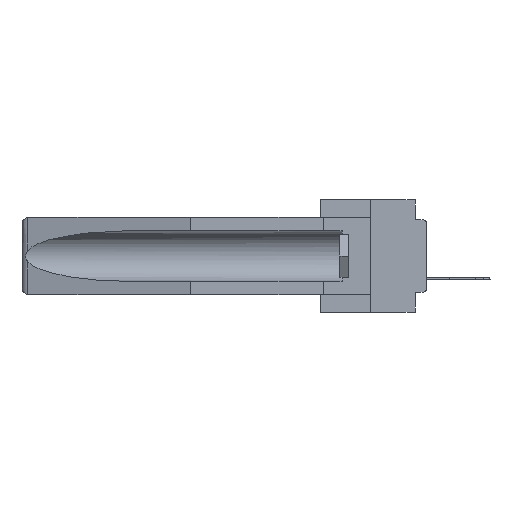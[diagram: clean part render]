
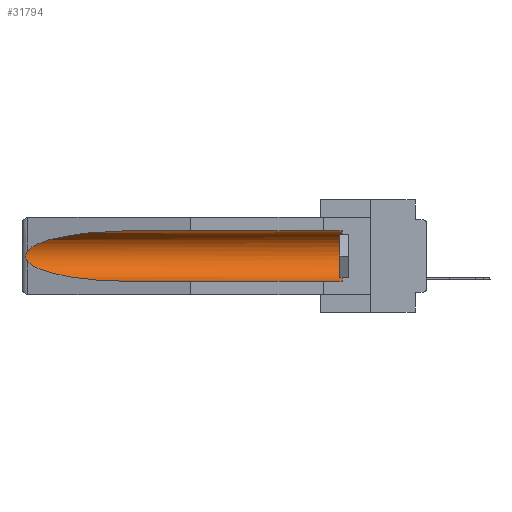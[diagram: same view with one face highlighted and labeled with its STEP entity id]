
A CAD part, left-side view. The second image highlights one B-rep face of the part: STEP entity #31794.
In plain terms, the highlighted cylindrical face has radius 2.857 mm (diameter 5.715 mm), a partial arc.
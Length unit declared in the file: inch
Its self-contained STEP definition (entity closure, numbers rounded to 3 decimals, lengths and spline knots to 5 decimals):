
#278 = CARTESIAN_POINT ( 'NONE',  ( 0.155, 0.126, -0.284 ) ) ;
#480 = VECTOR ( 'NONE', #23462, 39.37008 ) ;
#860 = CARTESIAN_POINT ( 'NONE',  ( 0.26597, 1.5296, -0.19026 ) ) ;
#2433 = LINE ( 'NONE', #2440, #480 ) ;
#2440 = CARTESIAN_POINT ( 'NONE',  ( 0.155, -0.30754, -0.059 ) ) ;
#2888 = VERTEX_POINT ( 'NONE', #24316 ) ;
#2899 = EDGE_CURVE ( 'NONE', #8623, #2888, #21032, .T. ) ;
#3188 = CYLINDRICAL_SURFACE ( 'NONE', #5724, 0.1125 ) ;
#3344 =( BOUNDED_CURVE ( )  B_SPLINE_CURVE ( 3, ( #15474, #17627, #5363, #22584 ),
 .UNSPECIFIED., .F., .F. ) 
 B_SPLINE_CURVE_WITH_KNOTS ( ( 4, 4 ),
 ( 0.1948, 1.5708 ),
 .UNSPECIFIED. ) 
 CURVE ( )  GEOMETRIC_REPRESENTATION_ITEM ( )  RATIONAL_B_SPLINE_CURVE ( ( 1., 0.848, 0.848, 1. ) ) 
 REPRESENTATION_ITEM ( '' )  );
#3672 = VERTEX_POINT ( 'NONE', #6351 ) ;
#3827 = DIRECTION ( 'NONE',  ( 0., 1., 0. ) ) ;
#3966 = VERTEX_POINT ( 'NONE', #12676 ) ;
#5363 = CARTESIAN_POINT ( 'NONE',  ( 0.21114, 1.30732, -0.284 ) ) ;
#5676 = CARTESIAN_POINT ( 'NONE',  ( 0.2673, 1.5327, -0.16383 ) ) ;
#5724 = AXIS2_PLACEMENT_3D ( 'NONE', #13376, #3827, #25606 ) ;
#6112 = CARTESIAN_POINT ( 'NONE',  ( 0.26597, 1.52961, -0.15275 ) ) ;
#6351 = CARTESIAN_POINT ( 'NONE',  ( 0.26537, 1.52718, -0.19328 ) ) ;
#7618 = CARTESIAN_POINT ( 'NONE',  ( 0.25451, 1.48313, -0.09465 ) ) ;
#7783 = ORIENTED_EDGE ( 'NONE', *, *, #2899, .T. ) ;
#8623 = VERTEX_POINT ( 'NONE', #278 ) ;
#9366 = CARTESIAN_POINT ( 'NONE',  ( 0.26537, 1.52718, -0.14972 ) ) ;
#9386 = CARTESIAN_POINT ( 'NONE',  ( 0.155, 0.126, -0.1715 ) ) ;
#10292 = VERTEX_POINT ( 'NONE', #9366 ) ;
#10621 = CARTESIAN_POINT ( 'NONE',  ( 0.155, -0.30754, -0.284 ) ) ;
#10623 = CARTESIAN_POINT ( 'NONE',  ( 0.2673, 1.53269, -0.17917 ) ) ;
#11865 = DIRECTION ( 'NONE',  ( 0., -1., 0. ) ) ;
#12485 = CARTESIAN_POINT ( 'NONE',  ( 0.21114, 1.30732, -0.059 ) ) ;
#12676 = CARTESIAN_POINT ( 'NONE',  ( 0.155, 1.07973, -0.059 ) ) ;
#12874 = EDGE_CURVE ( 'NONE', #2888, #3966, #2433, .T. ) ;
#13008 = ORIENTED_EDGE ( 'NONE', *, *, #26270, .T. ) ;
#13043 = ORIENTED_EDGE ( 'NONE', *, *, #28383, .T. ) ;
#13376 = CARTESIAN_POINT ( 'NONE',  ( 0.155, -0.30754, -0.1715 ) ) ;
#13835 = LINE ( 'NONE', #10621, #22314 ) ;
#15474 = CARTESIAN_POINT ( 'NONE',  ( 0.26537, 1.52718, -0.19328 ) ) ;
#15583 = CARTESIAN_POINT ( 'NONE',  ( 0.26655, 1.53094, -0.18657 ) ) ;
#17627 = CARTESIAN_POINT ( 'NONE',  ( 0.25451, 1.48313, -0.24835 ) ) ;
#18037 = CARTESIAN_POINT ( 'NONE',  ( 0.26537, 1.52718, -0.19328 ) ) ;
#19265 = EDGE_CURVE ( 'NONE', #8623, #30003, #13835, .T. ) ;
#19782 = CARTESIAN_POINT ( 'NONE',  ( 0.26537, 1.52718, -0.14972 ) ) ;
#20404 = CARTESIAN_POINT ( 'NONE',  ( 0.26654, 1.53092, -0.15636 ) ) ;
#21032 = CIRCLE ( 'NONE', #26914, 0.1125 ) ;
#22314 = VECTOR ( 'NONE', #30155, 39.37008 ) ;
#22584 = CARTESIAN_POINT ( 'NONE',  ( 0.155, 1.07973, -0.284 ) ) ;
#22883 = CARTESIAN_POINT ( 'NONE',  ( 0.2675, 1.53308, -0.16763 ) ) ;
#23462 = DIRECTION ( 'NONE',  ( 0., 1., 0. ) ) ;
#24016 = CARTESIAN_POINT ( 'NONE',  ( 0.155, 1.07973, -0.284 ) ) ;
#24316 = CARTESIAN_POINT ( 'NONE',  ( 0.155, 0.126, -0.059 ) ) ;
#25202 = B_SPLINE_CURVE_WITH_KNOTS ( 'NONE', 3,
 ( #25663, #6112, #20404, #5676, #22883, #25349, #10623, #15583, #860, #18037 ),
 .UNSPECIFIED., .F., .F.,
 ( 4, 2, 2, 2, 4 ),
 ( 0., 0.00029, 0.00058, 0.00087, 0.00117 ),
 .UNSPECIFIED. ) ;
#25349 = CARTESIAN_POINT ( 'NONE',  ( 0.2675, 1.53308, -0.17534 ) ) ;
#25387 = ORIENTED_EDGE ( 'NONE', *, *, #28283, .T. ) ;
#25606 = DIRECTION ( 'NONE',  ( 0., 0., 1. ) ) ;
#25663 = CARTESIAN_POINT ( 'NONE',  ( 0.26537, 1.52718, -0.14972 ) ) ;
#25885 = FACE_OUTER_BOUND ( 'NONE', #30534, .T. ) ;
#26270 = EDGE_CURVE ( 'NONE', #3966, #10292, #27167, .T. ) ;
#26914 = AXIS2_PLACEMENT_3D ( 'NONE', #9386, #11865, #29038 ) ;
#27167 =( BOUNDED_CURVE ( )  B_SPLINE_CURVE ( 3, ( #27172, #12485, #7618, #19782 ),
 .UNSPECIFIED., .F., .F. ) 
 B_SPLINE_CURVE_WITH_KNOTS ( ( 4, 4 ),
 ( 4.71239, 6.08839 ),
 .UNSPECIFIED. ) 
 CURVE ( )  GEOMETRIC_REPRESENTATION_ITEM ( )  RATIONAL_B_SPLINE_CURVE ( ( 1., 0.848, 0.848, 1. ) ) 
 REPRESENTATION_ITEM ( '' )  );
#27172 = CARTESIAN_POINT ( 'NONE',  ( 0.155, 1.07973, -0.059 ) ) ;
#28283 = EDGE_CURVE ( 'NONE', #3672, #30003, #3344, .T. ) ;
#28383 = EDGE_CURVE ( 'NONE', #10292, #3672, #25202, .T. ) ;
#29038 = DIRECTION ( 'NONE',  ( 0., 0., 1. ) ) ;
#29132 = ORIENTED_EDGE ( 'NONE', *, *, #12874, .T. ) ;
#30003 = VERTEX_POINT ( 'NONE', #24016 ) ;
#30155 = DIRECTION ( 'NONE',  ( 0., 1., 0. ) ) ;
#30533 = ORIENTED_EDGE ( 'NONE', *, *, #19265, .F. ) ;
#30534 = EDGE_LOOP ( 'NONE', ( #13008, #13043, #25387, #30533, #7783, #29132 ) ) ;
#31794 = ADVANCED_FACE ( 'NONE', ( #25885 ), #3188, .F. ) ;
